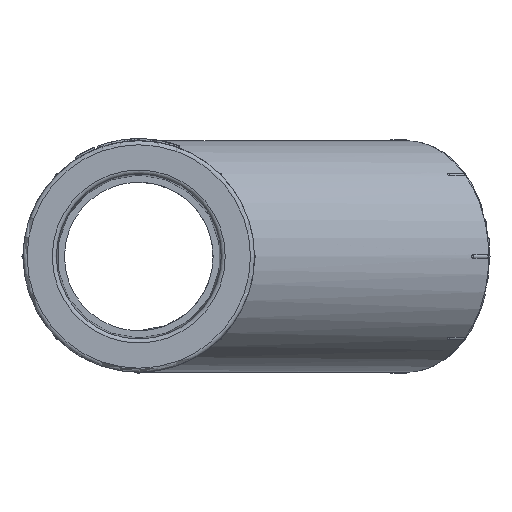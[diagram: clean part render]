
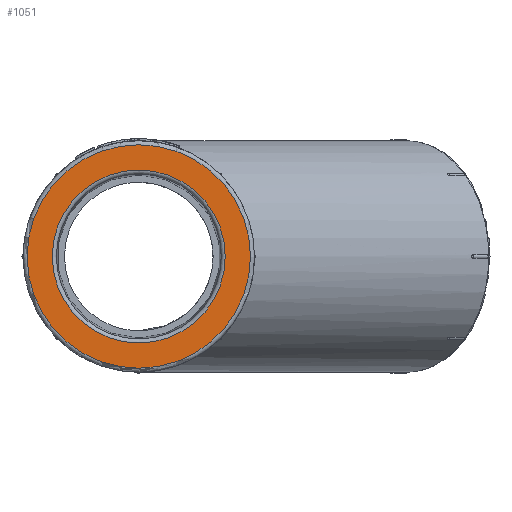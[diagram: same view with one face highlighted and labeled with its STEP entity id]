
A CAD part, front view. The second image highlights one B-rep face of the part: STEP entity #1051.
In plain terms, the highlighted planar face has unit normal (0, -1, 0).
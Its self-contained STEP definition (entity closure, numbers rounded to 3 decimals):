
#199=FACE_BOUND('',#1725,.T.);
#200=FACE_BOUND('',#1726,.T.);
#837=CIRCLE('',#5486,10.645);
#838=CIRCLE('',#5488,13.75);
#1051=ADVANCED_FACE('',(#199,#200),#1260,.T.);
#1260=PLANE('',#5489);
#1725=EDGE_LOOP('',(#2777));
#1726=EDGE_LOOP('',(#2778));
#2777=ORIENTED_EDGE('',*,*,#4472,.T.);
#2778=ORIENTED_EDGE('',*,*,#4471,.F.);
#3806=VERTEX_POINT('',#11603);
#3807=VERTEX_POINT('',#11606);
#4471=EDGE_CURVE('',#3806,#3806,#837,.T.);
#4472=EDGE_CURVE('',#3807,#3807,#838,.T.);
#5486=AXIS2_PLACEMENT_3D('',#11602,#6376,#6377);
#5488=AXIS2_PLACEMENT_3D('',#11605,#6380,#6381);
#5489=AXIS2_PLACEMENT_3D('',#11607,#6382,#6383);
#6376=DIRECTION('',(0.,-1.,0.));
#6377=DIRECTION('',(0.,0.,-1.));
#6380=DIRECTION('',(0.,-1.,0.));
#6381=DIRECTION('',(0.,0.,-1.));
#6382=DIRECTION('',(0.,-1.,0.));
#6383=DIRECTION('',(0.,0.,-1.));
#11602=CARTESIAN_POINT('',(1175.472,967.532,0.));
#11603=CARTESIAN_POINT('',(1175.472,967.532,-10.645));
#11605=CARTESIAN_POINT('',(1175.472,967.532,0.));
#11606=CARTESIAN_POINT('',(1175.472,967.532,-13.75));
#11607=CARTESIAN_POINT('',(1164.827,967.532,0.));
